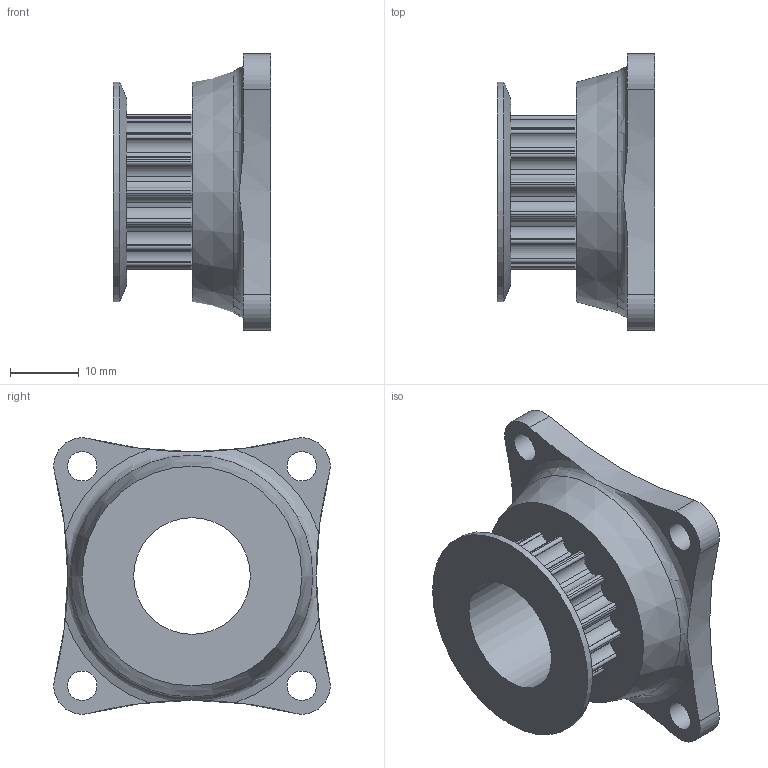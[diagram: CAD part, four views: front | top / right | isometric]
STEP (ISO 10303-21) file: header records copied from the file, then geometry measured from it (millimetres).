
FILE_DESCRIPTION(/* description */ (''),/* implementation_level */ '2;1');
FILE_NAME(/* name */ 'wheel bearing inside.stp',/* time_stamp */ '2022-09-18T10:58:41-07:00',/* author */ ('deli'),/* organization */ (''),/* preprocessor_version */ 'ST-DEVELOPER v19',/* originating_system */ 'Autodesk Inventor 2023',/* authorisation */ '');
FILE_SCHEMA (('AUTOMOTIVE_DESIGN { 1 0 10303 214 3 1 1 }'));
Length unit declared in the file: millimetre
Products named in the file (1): wheel bearing inside
Bounding box: 23 x 40.27 x 40.27 mm (x, y, z)
Volume: 10136.1 mm3; surface area: 7103.2 mm2
Topology: 1 solids, 1 shells, 149 faces, 429 edges, 286 vertices
Faces by surface type: cylinder 106, plane 40, cone 2, torus 1
Full cylindrical faces by diameter (mm): 4.3 x4, 17 x1, 24 x1, 32 x1, 32.25 x1
Entity records: 5111 total; most frequent: DIRECTION 950, CARTESIAN_POINT 914, ORIENTED_EDGE 858, EDGE_CURVE 429, AXIS2_PLACEMENT_3D 376, VERTEX_POINT 286, CIRCLE 226, LINE 198
